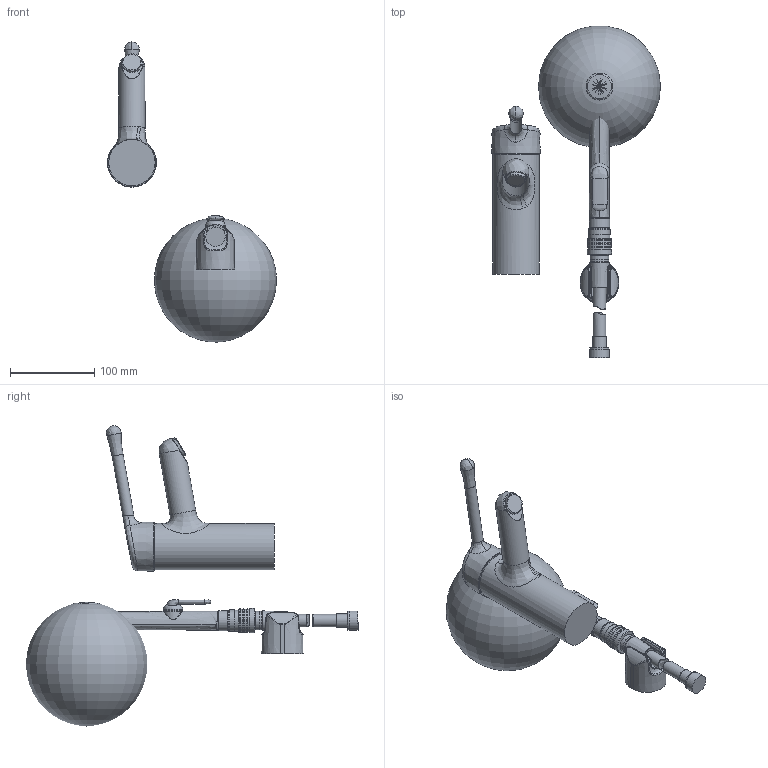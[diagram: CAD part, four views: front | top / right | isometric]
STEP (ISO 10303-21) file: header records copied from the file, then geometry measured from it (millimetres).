
FILE_DESCRIPTION (( 'STEP AP203' ), '1' );
FILE_NAME ('01662196+5512A.STEP', '2017-03-09T05:38:42', ( '' ), ( '' ), 'SwSTEP 2.0', 'SolidWorks 2016', '' );
FILE_SCHEMA (( 'CONFIG_CONTROL_DESIGN' ));
Length unit declared in the file: millimetre
Products named in the file (1): 01662196+5512A
Bounding box: 200.74 x 394.19 x 356.51 mm (x, y, z)
Volume: 1943441.7 mm3; surface area: 153781.1 mm2
Topology: 3 solids, 3 shells, 184 faces, 425 edges, 255 vertices
Faces by surface type: bspline 73, cylinder 44, plane 35, torus 15, cone 13, sphere 4
Full cylindrical faces by diameter (mm): 13 x1, 15 x2, 16.1 x1, 17.903 x3, 21 x1, 22 x2, 22.085 x1, 22.6 x1, 22.95 x1, 23.689 x1, 24 x1, 25 x2, 25.4 x1, 27.5 x4, 27.9 x3, 29 x1, 31 x1, 31.169 x1, 31.93 x1, 50.761 x1, 55 x1
Entity records: 16586 total; most frequent: CARTESIAN_POINT 13349, ORIENTED_EDGE 652, DIRECTION 493, EDGE_CURVE 326, EDGE_LOOP 267, FACE_OUTER_BOUND 234, AXIS2_PLACEMENT_3D 231, VERTEX_POINT 231
